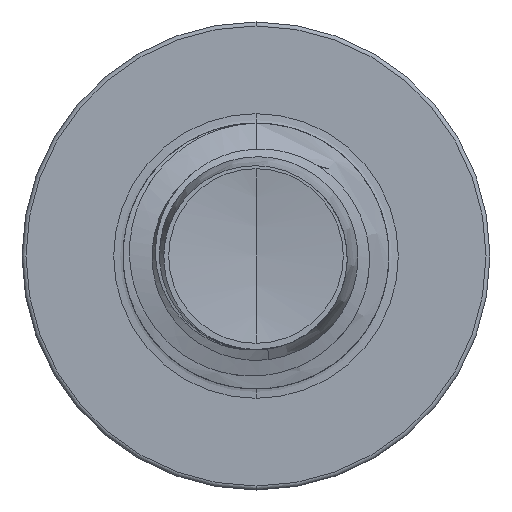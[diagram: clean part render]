
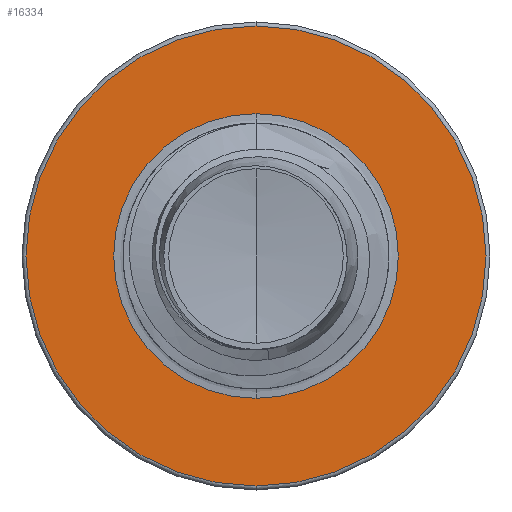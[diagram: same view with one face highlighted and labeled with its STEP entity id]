
A CAD part, front view. The second image highlights one B-rep face of the part: STEP entity #16334.
In plain terms, the highlighted planar face has unit normal (0, -1, 0).
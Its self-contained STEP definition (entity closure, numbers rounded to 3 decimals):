
#2531 = ORIENTED_EDGE ( 'NONE', *, *, #7194, .F. ) ;
#3010 = EDGE_CURVE ( 'NONE', #35764, #15808, #9987, .T. ) ;
#3122 = CARTESIAN_POINT ( 'NONE',  ( 0., 19., 0. ) ) ;
#3706 = EDGE_CURVE ( 'NONE', #20519, #20584, #22145, .T. ) ;
#4635 = CARTESIAN_POINT ( 'NONE',  ( 0., 19., -2.677 ) ) ;
#4794 = AXIS2_PLACEMENT_3D ( 'NONE', #8384, #27820, #11222 ) ;
#5617 = EDGE_CURVE ( 'NONE', #20584, #20519, #22551, .T. ) ;
#5889 = DIRECTION ( 'NONE',  ( 0., 0., 1. ) ) ;
#6459 = CIRCLE ( 'NONE', #4794, 4.325 ) ;
#6866 = CARTESIAN_POINT ( 'NONE',  ( 0., 19., -2.677 ) ) ;
#7194 = EDGE_CURVE ( 'NONE', #15808, #35764, #6459, .T. ) ;
#8384 = CARTESIAN_POINT ( 'NONE',  ( 0., 19., 0. ) ) ;
#9703 = CARTESIAN_POINT ( 'NONE',  ( 0., 19., 2.677 ) ) ;
#9987 = CIRCLE ( 'NONE', #14989, 4.325 ) ;
#10460 = DIRECTION ( 'NONE',  ( 0., 1., 0. ) ) ;
#11222 = DIRECTION ( 'NONE',  ( 0., 0., 1. ) ) ;
#11949 = CARTESIAN_POINT ( 'NONE',  ( 0., 19., 0. ) ) ;
#14739 = DIRECTION ( 'NONE',  ( 0., 0., 1. ) ) ;
#14989 = AXIS2_PLACEMENT_3D ( 'NONE', #11949, #31340, #14739 ) ;
#15808 = VERTEX_POINT ( 'NONE', #30441 ) ;
#16334 = ADVANCED_FACE ( 'NONE', ( #20343, #30300 ), #29085, .F. ) ;
#20343 = FACE_OUTER_BOUND ( 'NONE', #30610, .T. ) ;
#20519 = VERTEX_POINT ( 'NONE', #9703 ) ;
#20584 = VERTEX_POINT ( 'NONE', #4635 ) ;
#22145 = CIRCLE ( 'NONE', #29866, 2.677 ) ;
#22517 = DIRECTION ( 'NONE',  ( 0., 1., 0. ) ) ;
#22551 = CIRCLE ( 'NONE', #32187, 2.677 ) ;
#26916 = EDGE_LOOP ( 'NONE', ( #29900, #31206 ) ) ;
#27086 = CARTESIAN_POINT ( 'NONE',  ( 0., 19., 0. ) ) ;
#27820 = DIRECTION ( 'NONE',  ( 0., 1., 0. ) ) ;
#29085 = PLANE ( 'NONE',  #30294 ) ;
#29866 = AXIS2_PLACEMENT_3D ( 'NONE', #27086, #10460, #29878 ) ;
#29878 = DIRECTION ( 'NONE',  ( 0., 0., 1. ) ) ;
#29900 = ORIENTED_EDGE ( 'NONE', *, *, #3706, .T. ) ;
#30294 = AXIS2_PLACEMENT_3D ( 'NONE', #6866, #31510, #31865 ) ;
#30300 = FACE_BOUND ( 'NONE', #26916, .T. ) ;
#30441 = CARTESIAN_POINT ( 'NONE',  ( 0., 19., 4.325 ) ) ;
#30610 = EDGE_LOOP ( 'NONE', ( #2531, #33310 ) ) ;
#31206 = ORIENTED_EDGE ( 'NONE', *, *, #5617, .T. ) ;
#31340 = DIRECTION ( 'NONE',  ( 0., 1., 0. ) ) ;
#31510 = DIRECTION ( 'NONE',  ( 0., 1., 0. ) ) ;
#31865 = DIRECTION ( 'NONE',  ( 0., 0., 1. ) ) ;
#32187 = AXIS2_PLACEMENT_3D ( 'NONE', #3122, #22517, #5889 ) ;
#33310 = ORIENTED_EDGE ( 'NONE', *, *, #3010, .F. ) ;
#34103 = CARTESIAN_POINT ( 'NONE',  ( 0., 19., -4.325 ) ) ;
#35764 = VERTEX_POINT ( 'NONE', #34103 ) ;
